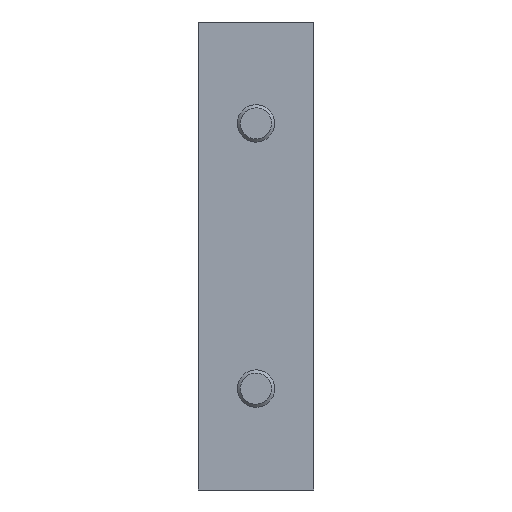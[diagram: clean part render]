
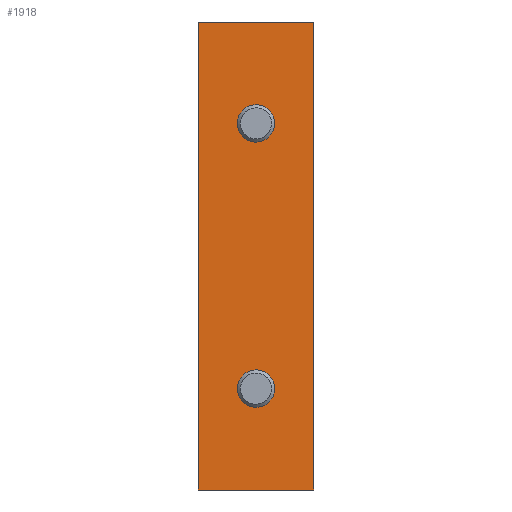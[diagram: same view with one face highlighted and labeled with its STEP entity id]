
A CAD part, front view. The second image highlights one B-rep face of the part: STEP entity #1918.
In plain terms, the highlighted planar face has unit normal (0, -1, 0).
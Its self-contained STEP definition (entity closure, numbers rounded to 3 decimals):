
#489=CARTESIAN_POINT('',(23.553,0.0,32.5));
#490=VERTEX_POINT('',#489);
#491=CARTESIAN_POINT('',(18.5,0.0,32.5));
#492=DIRECTION('',(0.0,1.0,0.0));
#493=DIRECTION('',(1.0,0.0,0.0));
#494=AXIS2_PLACEMENT_3D('',#491,#492,#493);
#495=CIRCLE('',#494,5.053);
#496=EDGE_CURVE('',#490,#490,#495,.T.);
#907=CARTESIAN_POINT('',(23.553,0.0,117.5));
#908=VERTEX_POINT('',#907);
#909=CARTESIAN_POINT('',(18.5,0.0,117.5));
#910=DIRECTION('',(0.0,1.0,0.0));
#911=DIRECTION('',(1.0,0.0,0.0));
#912=AXIS2_PLACEMENT_3D('',#909,#910,#911);
#913=CIRCLE('',#912,5.053);
#914=EDGE_CURVE('',#908,#908,#913,.T.);
#1873=CARTESIAN_POINT('',(37.0,0.0,0.0));
#1874=DIRECTION('',(0.0,-1.0,0.0));
#1875=DIRECTION('',(0.0,0.0,-1.0));
#1876=AXIS2_PLACEMENT_3D('',#1873,#1874,#1875);
#1877=PLANE('',#1876);
#1878=CARTESIAN_POINT('',(37.0,0.0,150.0));
#1879=VERTEX_POINT('',#1878);
#1880=CARTESIAN_POINT('',(0.0,0.0,150.0));
#1881=VERTEX_POINT('',#1880);
#1882=CARTESIAN_POINT('',(37.0,0.0,150.0));
#1883=DIRECTION('',(-1.0,0.0,0.0));
#1884=VECTOR('',#1883,37.0);
#1885=LINE('',#1882,#1884);
#1886=EDGE_CURVE('',#1879,#1881,#1885,.T.);
#1887=ORIENTED_EDGE('',*,*,#1886,.T.);
#1888=CARTESIAN_POINT('',(0.0,0.0,0.0));
#1889=VERTEX_POINT('',#1888);
#1890=CARTESIAN_POINT('',(0.0,0.0,0.0));
#1891=DIRECTION('',(0.0,0.0,1.0));
#1892=VECTOR('',#1891,150.0);
#1893=LINE('',#1890,#1892);
#1894=EDGE_CURVE('',#1889,#1881,#1893,.T.);
#1895=ORIENTED_EDGE('',*,*,#1894,.F.);
#1896=CARTESIAN_POINT('',(37.0,0.0,0.0));
#1897=VERTEX_POINT('',#1896);
#1898=CARTESIAN_POINT('',(0.0,0.0,0.0));
#1899=DIRECTION('',(1.0,0.0,0.0));
#1900=VECTOR('',#1899,37.0);
#1901=LINE('',#1898,#1900);
#1902=EDGE_CURVE('',#1889,#1897,#1901,.T.);
#1903=ORIENTED_EDGE('',*,*,#1902,.T.);
#1904=CARTESIAN_POINT('',(37.0,0.0,0.0));
#1905=DIRECTION('',(0.0,0.0,1.0));
#1906=VECTOR('',#1905,150.0);
#1907=LINE('',#1904,#1906);
#1908=EDGE_CURVE('',#1897,#1879,#1907,.T.);
#1909=ORIENTED_EDGE('',*,*,#1908,.T.);
#1910=EDGE_LOOP('',(#1887,#1895,#1903,#1909));
#1911=FACE_OUTER_BOUND('',#1910,.T.);
#1912=ORIENTED_EDGE('',*,*,#496,.T.);
#1913=EDGE_LOOP('',(#1912));
#1914=FACE_BOUND('',#1913,.T.);
#1915=ORIENTED_EDGE('',*,*,#914,.T.);
#1916=EDGE_LOOP('',(#1915));
#1917=FACE_BOUND('',#1916,.T.);
#1918=ADVANCED_FACE('',(#1911,#1914,#1917),#1877,.T.);
